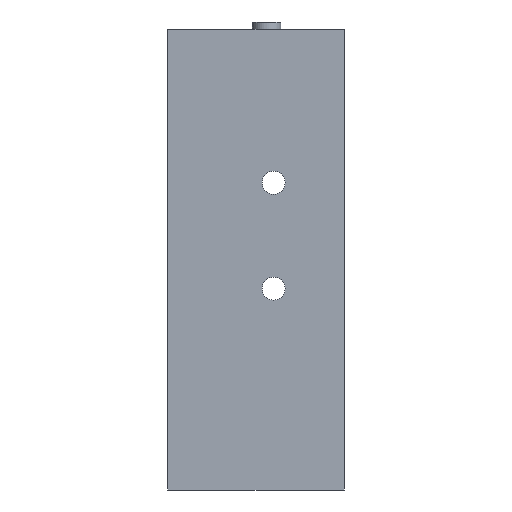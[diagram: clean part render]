
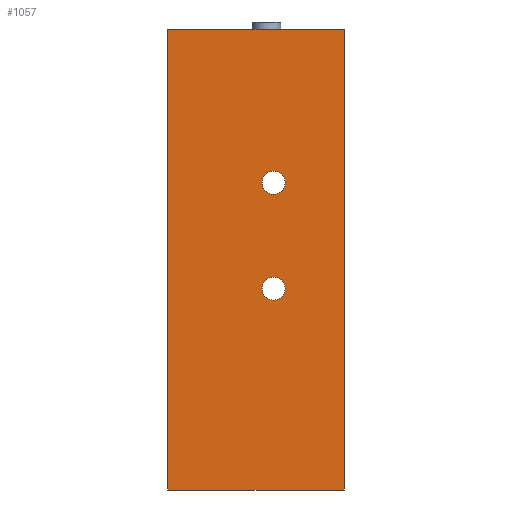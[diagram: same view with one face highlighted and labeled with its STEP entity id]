
A CAD part, front view. The second image highlights one B-rep face of the part: STEP entity #1057.
In plain terms, the highlighted planar face has unit normal (0, -1, 0).
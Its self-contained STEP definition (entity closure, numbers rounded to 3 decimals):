
#35=FACE_BOUND('',#229,.T.);
#36=FACE_BOUND('',#230,.T.);
#81=PLANE('',#1191);
#145=FACE_OUTER_BOUND('',#228,.T.);
#228=EDGE_LOOP('',(#937,#938,#939,#940));
#229=EDGE_LOOP('',(#941));
#230=EDGE_LOOP('',(#942));
#310=LINE('',#1781,#395);
#318=LINE('',#1796,#403);
#319=LINE('',#1798,#404);
#320=LINE('',#1799,#405);
#395=VECTOR('',#1488,10.);
#403=VECTOR('',#1500,10.);
#404=VECTOR('',#1503,10.);
#405=VECTOR('',#1504,10.);
#431=CIRCLE('',#1142,3.25);
#437=CIRCLE('',#1151,3.25);
#516=VERTEX_POINT('',#1693);
#522=VERTEX_POINT('',#1710);
#542=VERTEX_POINT('',#1778);
#543=VERTEX_POINT('',#1780);
#547=VERTEX_POINT('',#1792);
#548=VERTEX_POINT('',#1794);
#636=EDGE_CURVE('',#516,#516,#431,.T.);
#644=EDGE_CURVE('',#522,#522,#437,.T.);
#673=EDGE_CURVE('',#542,#543,#310,.T.);
#681=EDGE_CURVE('',#547,#548,#318,.T.);
#682=EDGE_CURVE('',#542,#547,#319,.T.);
#683=EDGE_CURVE('',#543,#548,#320,.T.);
#937=ORIENTED_EDGE('',*,*,#682,.T.);
#938=ORIENTED_EDGE('',*,*,#681,.T.);
#939=ORIENTED_EDGE('',*,*,#683,.F.);
#940=ORIENTED_EDGE('',*,*,#673,.F.);
#941=ORIENTED_EDGE('',*,*,#636,.T.);
#942=ORIENTED_EDGE('',*,*,#644,.T.);
#1057=ADVANCED_FACE('',(#145,#35,#36),#81,.T.);
#1142=AXIS2_PLACEMENT_3D('',#1695,#1382,#1383);
#1151=AXIS2_PLACEMENT_3D('',#1712,#1402,#1403);
#1191=AXIS2_PLACEMENT_3D('',#1797,#1501,#1502);
#1382=DIRECTION('center_axis',(0.,1.,0.));
#1383=DIRECTION('ref_axis',(1.,0.,0.));
#1402=DIRECTION('center_axis',(0.,1.,0.));
#1403=DIRECTION('ref_axis',(1.,0.,0.));
#1488=DIRECTION('',(0.,0.,1.));
#1500=DIRECTION('',(0.,0.,1.));
#1501=DIRECTION('center_axis',(0.,-1.,0.));
#1502=DIRECTION('ref_axis',(1.,0.,0.));
#1503=DIRECTION('',(1.,0.,0.));
#1504=DIRECTION('',(1.,0.,0.));
#1693=CARTESIAN_POINT('',(26.75,0.,87.));
#1695=CARTESIAN_POINT('Origin',(30.,0.,87.));
#1710=CARTESIAN_POINT('',(26.75,0.,57.));
#1712=CARTESIAN_POINT('Origin',(30.,0.,57.));
#1778=CARTESIAN_POINT('',(0.,0.,0.));
#1780=CARTESIAN_POINT('',(0.,0.,130.5));
#1781=CARTESIAN_POINT('',(0.,0.,0.));
#1792=CARTESIAN_POINT('',(50.,0.,0.));
#1794=CARTESIAN_POINT('',(50.,0.,130.5));
#1796=CARTESIAN_POINT('',(50.,0.,0.));
#1797=CARTESIAN_POINT('Origin',(0.,0.,0.));
#1798=CARTESIAN_POINT('',(0.,0.,0.));
#1799=CARTESIAN_POINT('',(0.,0.,130.5));
